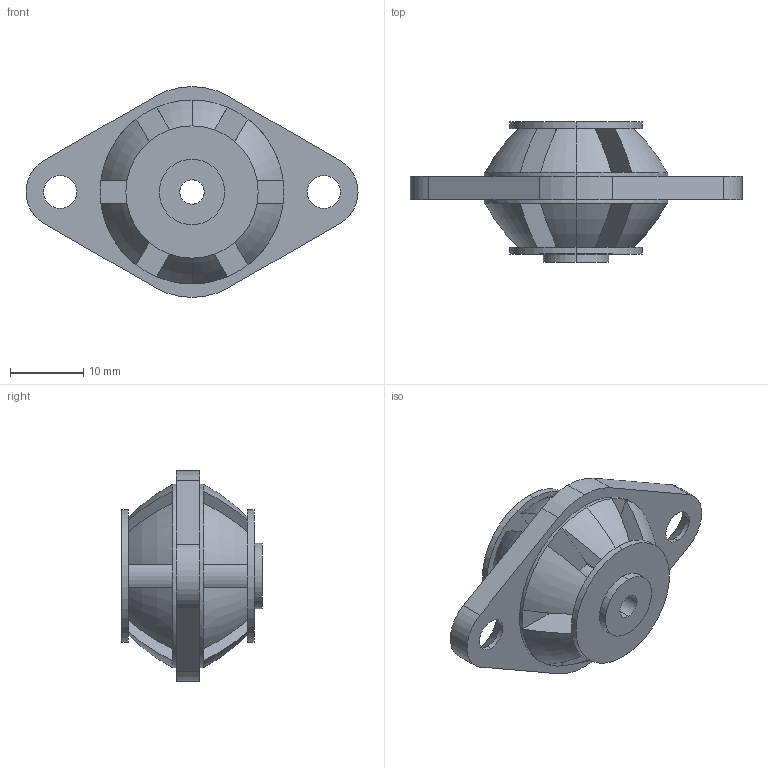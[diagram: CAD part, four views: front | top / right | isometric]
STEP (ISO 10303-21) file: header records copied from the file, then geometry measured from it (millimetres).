
FILE_DESCRIPTION(('STEP AP203'),'1');
FILE_NAME('2111s-s-01_us.stp','2014-04-28T19:18:17',('TraceParts'),('TraceParts S.A.'),'XStep 1.0',' ',' ');
FILE_SCHEMA(('CONFIG_CONTROL_DESIGN'));
Length unit declared in the file: millimetre
Products named in the file (1): 1
Bounding box: 45.2 x 19.1 x 28.7 mm (x, y, z)
Volume: 5740.3 mm3; surface area: 4638.2 mm2
Topology: 1 solids, 1 shells, 89 faces, 238 edges, 148 vertices
Faces by surface type: plane 39, cylinder 28, torus 16, cone 6
Entity records: 2992 total; most frequent: CARTESIAN_POINT 628, DIRECTION 502, ORIENTED_EDGE 476, EDGE_CURVE 238, AXIS2_PLACEMENT_3D 198, VERTEX_POINT 148, EDGE_LOOP 116, CIRCLE 108
